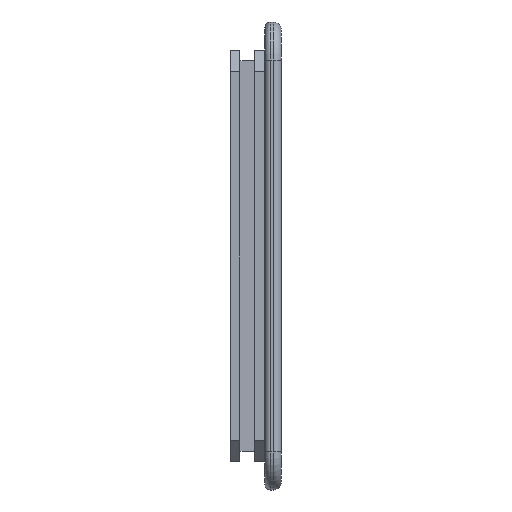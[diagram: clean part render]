
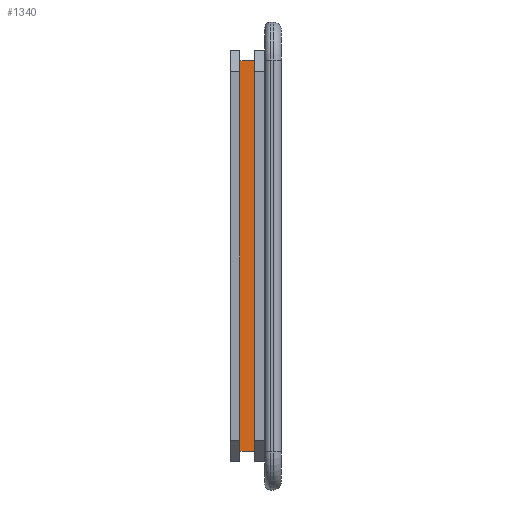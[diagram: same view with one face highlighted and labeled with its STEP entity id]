
A CAD part, left-side view. The second image highlights one B-rep face of the part: STEP entity #1340.
In plain terms, the highlighted planar face has unit normal (-1, 0, 0).
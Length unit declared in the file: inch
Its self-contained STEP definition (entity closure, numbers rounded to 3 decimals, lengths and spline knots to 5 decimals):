
#21 = VECTOR ( 'NONE', #1108, 39.37008 ) ;
#27 = EDGE_LOOP ( 'NONE', ( #2083, #1647, #360, #217 ) ) ;
#141 = DIRECTION ( 'NONE',  ( 0., 1., 0. ) ) ;
#217 = ORIENTED_EDGE ( 'NONE', *, *, #2258, .T. ) ;
#263 = DIRECTION ( 'NONE',  ( 0., 0., 1. ) ) ;
#287 = AXIS2_PLACEMENT_3D ( 'NONE', #1326, #654, #263 ) ;
#360 = ORIENTED_EDGE ( 'NONE', *, *, #2325, .T. ) ;
#506 = VECTOR ( 'NONE', #141, 39.37008 ) ;
#512 = CARTESIAN_POINT ( 'NONE',  ( 0.0715, 0.049, -0.7885 ) ) ;
#556 = LINE ( 'NONE', #1974, #2525 ) ;
#613 = CARTESIAN_POINT ( 'NONE',  ( 0.0715, 0.049, -0.7885 ) ) ;
#654 = DIRECTION ( 'NONE',  ( -1., 0., 0. ) ) ;
#846 = VERTEX_POINT ( 'NONE', #1019 ) ;
#936 = CARTESIAN_POINT ( 'NONE',  ( 0.0715, 0.049, -0.0715 ) ) ;
#1019 = CARTESIAN_POINT ( 'NONE',  ( 0.0715, 0.076, -0.0715 ) ) ;
#1051 = DIRECTION ( 'NONE',  ( 0., 1., 0. ) ) ;
#1107 = PLANE ( 'NONE',  #287 ) ;
#1108 = DIRECTION ( 'NONE',  ( 0., 0., 1. ) ) ;
#1190 = LINE ( 'NONE', #2063, #506 ) ;
#1271 = VERTEX_POINT ( 'NONE', #2284 ) ;
#1326 = CARTESIAN_POINT ( 'NONE',  ( 0.0715, 0.049, -0.7885 ) ) ;
#1340 = ADVANCED_FACE ( 'NONE', ( #2568 ), #1107, .T. ) ;
#1392 = VECTOR ( 'NONE', #1051, 39.37008 ) ;
#1563 = EDGE_CURVE ( 'NONE', #2577, #846, #556, .T. ) ;
#1647 = ORIENTED_EDGE ( 'NONE', *, *, #2573, .F. ) ;
#1811 = DIRECTION ( 'NONE',  ( 0., 0., 1. ) ) ;
#1974 = CARTESIAN_POINT ( 'NONE',  ( 0.0715, 0.076, -0.7885 ) ) ;
#2063 = CARTESIAN_POINT ( 'NONE',  ( 0.0715, 0.049, -0.0715 ) ) ;
#2083 = ORIENTED_EDGE ( 'NONE', *, *, #1563, .F. ) ;
#2101 = VERTEX_POINT ( 'NONE', #936 ) ;
#2187 = LINE ( 'NONE', #512, #21 ) ;
#2258 = EDGE_CURVE ( 'NONE', #2101, #846, #1190, .T. ) ;
#2281 = LINE ( 'NONE', #613, #1392 ) ;
#2284 = CARTESIAN_POINT ( 'NONE',  ( 0.0715, 0.049, -0.7885 ) ) ;
#2325 = EDGE_CURVE ( 'NONE', #1271, #2101, #2187, .T. ) ;
#2524 = CARTESIAN_POINT ( 'NONE',  ( 0.0715, 0.076, -0.7885 ) ) ;
#2525 = VECTOR ( 'NONE', #1811, 39.37008 ) ;
#2568 = FACE_OUTER_BOUND ( 'NONE', #27, .T. ) ;
#2573 = EDGE_CURVE ( 'NONE', #1271, #2577, #2281, .T. ) ;
#2577 = VERTEX_POINT ( 'NONE', #2524 ) ;
